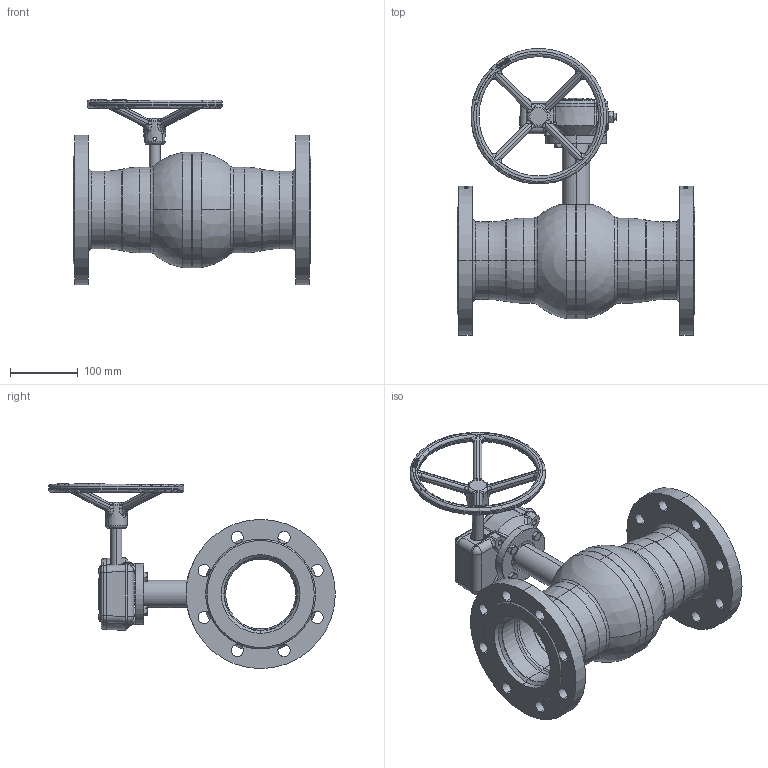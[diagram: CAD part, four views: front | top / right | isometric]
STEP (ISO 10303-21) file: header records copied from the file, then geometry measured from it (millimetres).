
FILE_DESCRIPTION (( 'STEP AP214' ), '1' );
FILE_NAME ('8600416100 480.step', '2025-05-29T08:18:13', ( '' ), ( '' ), 'SwSTEP 2.0', 'SolidWorks 2023', '' );
FILE_SCHEMA (( 'AUTOMOTIVE_DESIGN' ));
Products named in the file (1): 8600416100 480
Bounding box: 350 x 422.43 x 273 mm (x, y, z)
Surface area: 487405.3 mm2 (no closed solid volume)
Topology: 0 solids, 45 shells, 941 faces, 3223 edges, 2225 vertices
Faces by surface type: plane 284, bspline 240, cylinder 205, cone 140, torus 56, sphere 16
Entity records: 63202 total; most frequent: CARTESIAN_POINT 38543, ORIENTED_EDGE 5210, DIRECTION 4421, EDGE_CURVE 3212, VERTEX_POINT 2225, AXIS2_PLACEMENT_3D 1740, EDGE_LOOP 1070, B_SPLINE_CURVE_WITH_KNOTS 1062
